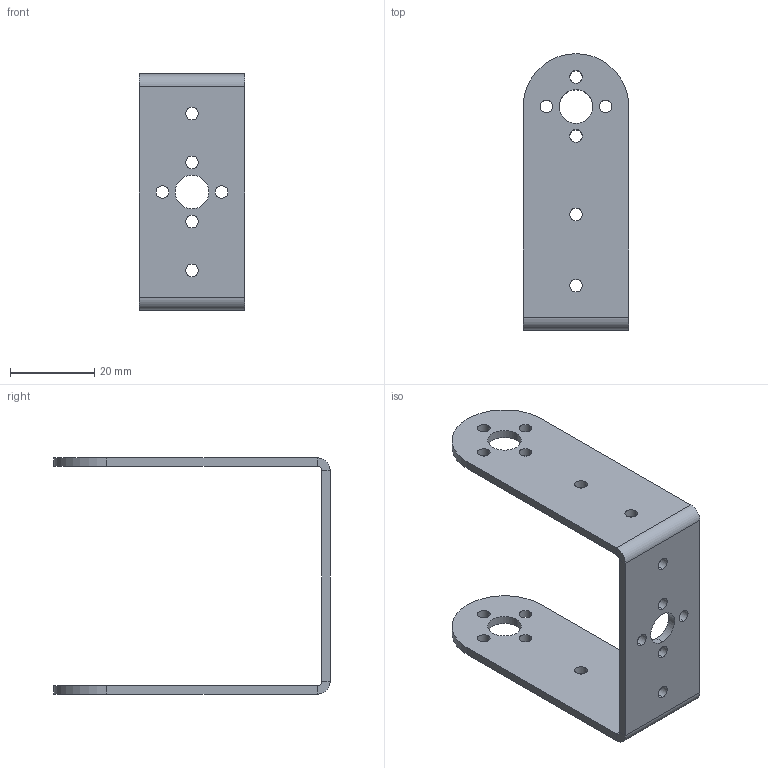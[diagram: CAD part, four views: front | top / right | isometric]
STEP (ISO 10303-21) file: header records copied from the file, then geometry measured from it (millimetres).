
FILE_DESCRIPTION (( 'STEP AP203' ), '1' );
FILE_NAME ('Servo Bracket - U Shaped bis_Défaut_sldprt.STEP', '2020-06-24T19:49:27', ( '' ), ( '' ), 'SwSTEP 2.0', 'SolidWorks 2020', '' );
FILE_SCHEMA (( 'CONFIG_CONTROL_DESIGN' ));
Length unit declared in the file: millimetre
Products named in the file (1): Servo Bracket - U Shaped bis_Défaut_sldprt
Bounding box: 25 x 65.5 x 56 mm (x, y, z)
Volume: 8239.8 mm3; surface area: 9512.1 mm2
Topology: 1 solids, 1 shells, 64 faces, 170 edges, 108 vertices
Faces by surface type: cylinder 48, plane 16
Entity records: 2183 total; most frequent: DIRECTION 396, CARTESIAN_POINT 343, ORIENTED_EDGE 340, EDGE_CURVE 170, AXIS2_PLACEMENT_3D 161, VERTEX_POINT 108, EDGE_LOOP 106, CIRCLE 96
